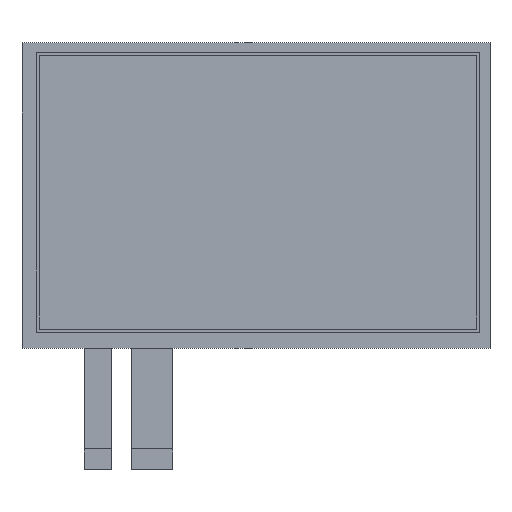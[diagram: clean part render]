
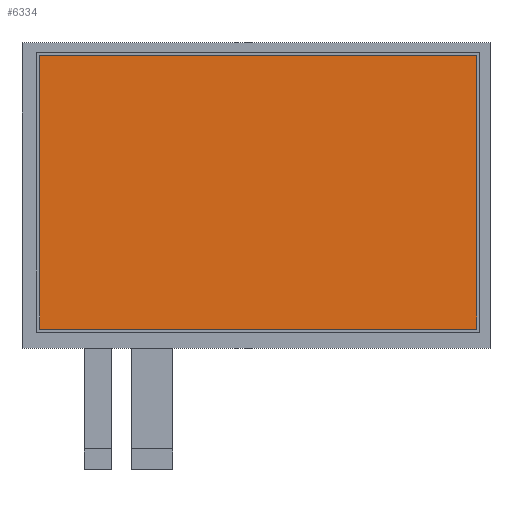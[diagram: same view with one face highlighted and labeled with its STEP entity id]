
A CAD part, top view. The second image highlights one B-rep face of the part: STEP entity #6334.
In plain terms, the highlighted planar face has unit normal (0, 0, 1).
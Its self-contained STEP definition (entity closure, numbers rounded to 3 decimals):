
#396=PLANE('',#6664);
#698=FACE_OUTER_BOUND('',#1004,.T.);
#1004=EDGE_LOOP('',(#6022,#6023,#6024,#6025));
#1850=LINE('',#9878,#2730);
#1854=LINE('',#9886,#2734);
#1857=LINE('',#9892,#2737);
#1860=LINE('',#9897,#2740);
#2730=VECTOR('',#8102,10.);
#2734=VECTOR('',#8108,10.);
#2737=VECTOR('',#8113,10.);
#2740=VECTOR('',#8118,10.);
#3342=VERTEX_POINT('',#9876);
#3343=VERTEX_POINT('',#9877);
#3346=VERTEX_POINT('',#9885);
#3348=VERTEX_POINT('',#9891);
#4218=EDGE_CURVE('',#3342,#3343,#1850,.T.);
#4222=EDGE_CURVE('',#3346,#3342,#1854,.T.);
#4225=EDGE_CURVE('',#3348,#3346,#1857,.T.);
#4228=EDGE_CURVE('',#3343,#3348,#1860,.T.);
#6022=ORIENTED_EDGE('',*,*,#4218,.T.);
#6023=ORIENTED_EDGE('',*,*,#4228,.T.);
#6024=ORIENTED_EDGE('',*,*,#4225,.T.);
#6025=ORIENTED_EDGE('',*,*,#4222,.T.);
#6334=ADVANCED_FACE('',(#698),#396,.T.);
#6664=AXIS2_PLACEMENT_3D('',#9949,#8164,#8165);
#8102=DIRECTION('',(1.,0.,0.));
#8108=DIRECTION('',(0.,-1.,0.));
#8113=DIRECTION('',(-1.,0.,0.));
#8118=DIRECTION('',(0.,1.,0.));
#8164=DIRECTION('center_axis',(0.,0.,1.));
#8165=DIRECTION('ref_axis',(1.,0.,0.));
#9876=CARTESIAN_POINT('',(-108.48,-67.8,0.));
#9877=CARTESIAN_POINT('',(108.48,-67.8,0.));
#9878=CARTESIAN_POINT('',(-54.805,-67.8,0.));
#9885=CARTESIAN_POINT('',(-108.48,67.8,0.));
#9886=CARTESIAN_POINT('',(-108.48,33.12,0.));
#9891=CARTESIAN_POINT('',(108.48,67.8,0.));
#9892=CARTESIAN_POINT('',(53.675,67.8,0.));
#9897=CARTESIAN_POINT('',(108.48,-34.68,0.));
#9949=CARTESIAN_POINT('Origin',(-1.13,-1.56,0.));
